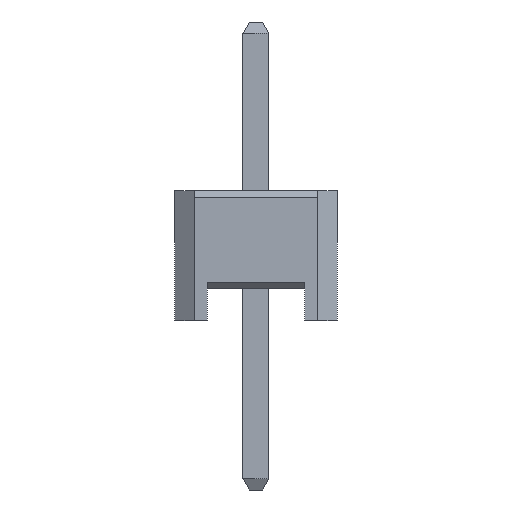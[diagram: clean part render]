
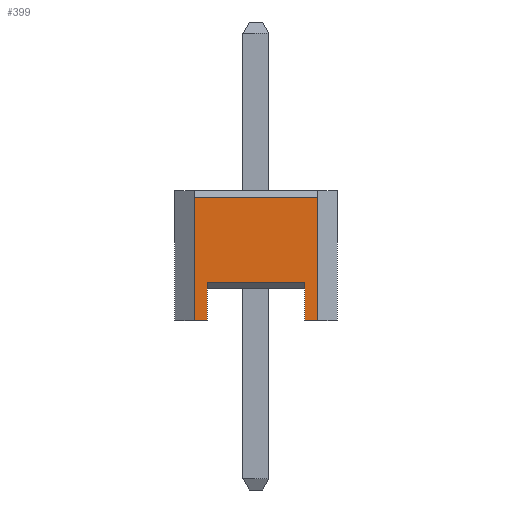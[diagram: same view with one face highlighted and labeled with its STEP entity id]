
A CAD part, left-side view. The second image highlights one B-rep face of the part: STEP entity #399.
In plain terms, the highlighted planar face has unit normal (-1, 0, 0).
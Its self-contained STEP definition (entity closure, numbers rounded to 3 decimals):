
#399=ADVANCED_FACE('',(#2429),#2431,.T.);
#2429=FACE_BOUND('',#2430,.T.);
#2430=EDGE_LOOP('',(#4069,#4070,#4071,#4072,#4073,#4074,#4075,#4076));
#2431=PLANE('',#2432);
#2432=AXIS2_PLACEMENT_3D('',#2433,#2434,#2435);
#2433=CARTESIAN_POINT('',(-0.635,0.95,0.));
#2434=DIRECTION('',(-1.,0.,0.));
#2435=DIRECTION('',(0.,-1.,0.));
#4069=ORIENTED_EDGE('',*,*,#5097,.T.);
#4070=ORIENTED_EDGE('',*,*,#5098,.F.);
#4071=ORIENTED_EDGE('',*,*,#4984,.T.);
#4072=ORIENTED_EDGE('',*,*,#5074,.T.);
#4073=ORIENTED_EDGE('',*,*,#5099,.T.);
#4074=ORIENTED_EDGE('',*,*,#5100,.T.);
#4075=ORIENTED_EDGE('',*,*,#5050,.T.);
#4076=ORIENTED_EDGE('',*,*,#5101,.T.);
#4984=EDGE_CURVE('',#5563,#5561,#5564,.T.);
#5050=EDGE_CURVE('',#5689,#5687,#5690,.T.);
#5074=EDGE_CURVE('',#5561,#5724,#5726,.F.);
#5097=EDGE_CURVE('',#5770,#5771,#5772,.F.);
#5098=EDGE_CURVE('',#5563,#5771,#5773,.T.);
#5099=EDGE_CURVE('',#5724,#5774,#5775,.F.);
#5100=EDGE_CURVE('',#5774,#5689,#5776,.T.);
#5101=EDGE_CURVE('',#5687,#5770,#5777,.T.);
#5561=VERTEX_POINT('',#6521);
#5563=VERTEX_POINT('',#6525);
#5564=LINE('',#6526,#6527);
#5687=VERTEX_POINT('',#6779);
#5689=VERTEX_POINT('',#6783);
#5690=LINE('',#6784,#6785);
#5724=VERTEX_POINT('',#6864);
#5726=LINE('',#6868,#6869);
#5770=VERTEX_POINT('',#6958);
#5771=VERTEX_POINT('',#6959);
#5772=LINE('',#6960,#6961);
#5773=LINE('',#6963,#6964);
#5774=VERTEX_POINT('',#6966);
#5775=LINE('',#6967,#6968);
#5776=LINE('',#6970,#6971);
#5777=LINE('',#6973,#6974);
#6521=CARTESIAN_POINT('',(-0.635,0.75,0.));
#6525=CARTESIAN_POINT('',(-0.635,0.95,0.));
#6526=CARTESIAN_POINT('',(-0.635,0.95,0.));
#6527=VECTOR('',#6528,1.);
#6528=DIRECTION('',(0.,-1.,0.));
#6779=CARTESIAN_POINT('',(-0.635,-0.95,0.));
#6783=CARTESIAN_POINT('',(-0.635,-0.75,0.));
#6784=CARTESIAN_POINT('',(-0.635,-0.75,0.));
#6785=VECTOR('',#6786,1.);
#6786=DIRECTION('',(0.,-1.,0.));
#6864=CARTESIAN_POINT('',(-0.635,0.75,0.6));
#6868=CARTESIAN_POINT('',(-0.635,0.75,0.6));
#6869=VECTOR('',#6870,1.);
#6870=DIRECTION('',(0.,0.,-1.));
#6958=CARTESIAN_POINT('',(-0.635,-0.95,1.9));
#6959=CARTESIAN_POINT('',(-0.635,0.95,1.9));
#6960=CARTESIAN_POINT('',(-0.635,0.95,1.9));
#6961=VECTOR('',#6962,1.);
#6962=DIRECTION('',(0.,-1.,0.));
#6963=CARTESIAN_POINT('',(-0.635,0.95,0.));
#6964=VECTOR('',#6965,1.);
#6965=DIRECTION('',(0.,0.,1.));
#6966=CARTESIAN_POINT('',(-0.635,-0.75,0.6));
#6967=CARTESIAN_POINT('',(-0.635,-0.75,0.6));
#6968=VECTOR('',#6969,1.);
#6969=DIRECTION('',(0.,1.,0.));
#6970=CARTESIAN_POINT('',(-0.635,-0.75,0.6));
#6971=VECTOR('',#6972,1.);
#6972=DIRECTION('',(0.,0.,-1.));
#6973=CARTESIAN_POINT('',(-0.635,-0.95,0.));
#6974=VECTOR('',#6975,1.);
#6975=DIRECTION('',(0.,0.,1.));
